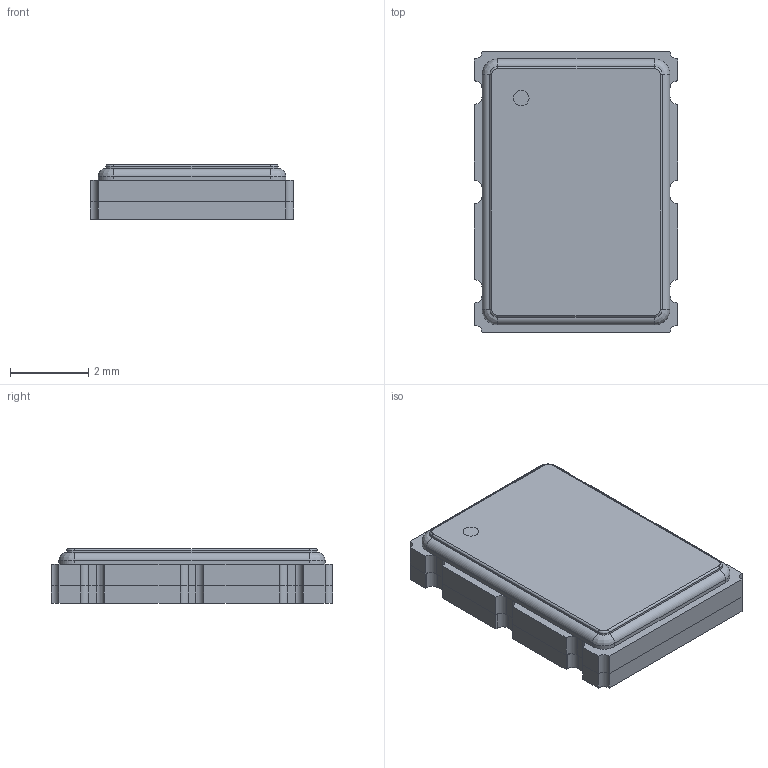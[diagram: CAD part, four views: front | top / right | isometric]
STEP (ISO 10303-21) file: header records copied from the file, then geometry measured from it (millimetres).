
FILE_DESCRIPTION((''),'2;1');
FILE_NAME('OSC_FOX_FXO-HC73.stp','2012-04-02T13:25:29',(''),(''),'Mechanical Desktop 2011','Mechanical Desktop 2011',', , ');
FILE_SCHEMA(('AUTOMOTIVE_DESIGN { 1 2 10303 214 1 1 1 1 }'));
Length unit declared in the file: millimetre
Products named in the file (1): Product
Bounding box: 5.2 x 7.2 x 1.4 mm (x, y, z)
Volume: 49 mm3; surface area: 325.5 mm2
Topology: 11 solids, 11 shells, 195 faces, 500 edges, 328 vertices
Faces by surface type: plane 96, bspline 49, cylinder 46, torus 4
Entity records: 6165 total; most frequent: CARTESIAN_POINT 1419, ORIENTED_EDGE 1000, DIRECTION 906, EDGE_CURVE 500, VECTOR 388, LINE 388, VERTEX_POINT 328, AXIS2_PLACEMENT_3D 259
